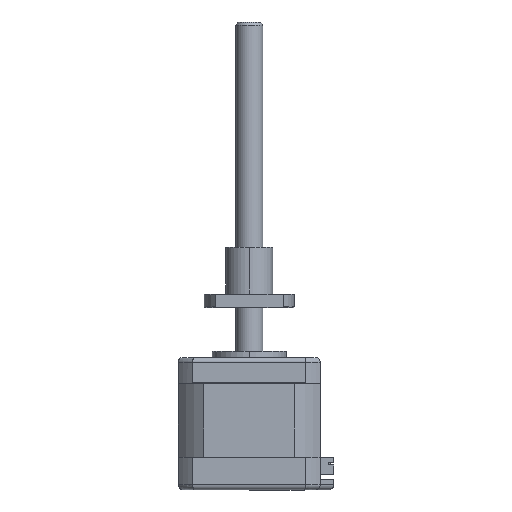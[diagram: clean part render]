
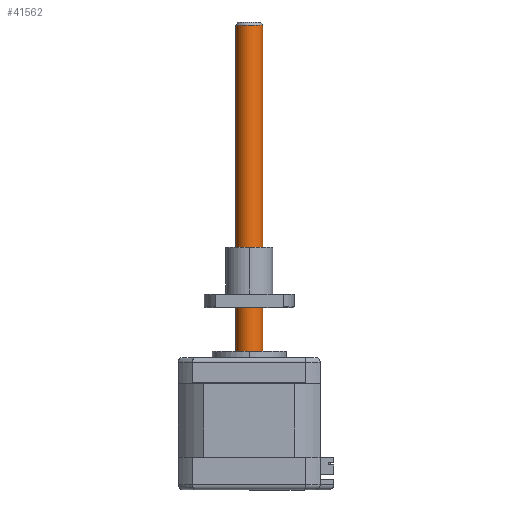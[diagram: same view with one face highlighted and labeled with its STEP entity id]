
A CAD part, top view. The second image highlights one B-rep face of the part: STEP entity #41562.
In plain terms, the highlighted cylindrical face has radius 4 mm (diameter 8 mm), a partial arc.
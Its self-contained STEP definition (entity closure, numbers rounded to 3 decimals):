
#2617 = VERTEX_POINT ( 'NONE', #18625 ) ;
#5855 = FACE_OUTER_BOUND ( 'NONE', #20166, .T. ) ;
#6996 = DIRECTION ( 'NONE',  ( 1., 0., 0. ) ) ;
#7275 = ORIENTED_EDGE ( 'NONE', *, *, #41991, .T. ) ;
#7327 = CARTESIAN_POINT ( 'NONE',  ( -4.709, 117.843, 16.638 ) ) ;
#7628 = DIRECTION ( 'NONE',  ( 0., -1., 0. ) ) ;
#9916 = VERTEX_POINT ( 'NONE', #15658 ) ;
#11312 = DIRECTION ( 'NONE',  ( 0., -1., 0. ) ) ;
#11392 = EDGE_CURVE ( 'NONE', #2617, #40833, #16051, .T. ) ;
#11665 = CARTESIAN_POINT ( 'NONE',  ( -0.709, 116.843, 16.638 ) ) ;
#13294 = DIRECTION ( 'NONE',  ( 0., -1., 0. ) ) ;
#13793 = AXIS2_PLACEMENT_3D ( 'NONE', #7327, #7628, #45762 ) ;
#14821 = DIRECTION ( 'NONE',  ( -1., 0., 0. ) ) ;
#14930 = VECTOR ( 'NONE', #13294, 1000. ) ;
#15658 = CARTESIAN_POINT ( 'NONE',  ( -0.709, 17.843, 16.638 ) ) ;
#16051 = LINE ( 'NONE', #34165, #14930 ) ;
#16323 = CYLINDRICAL_SURFACE ( 'NONE', #13793, 4. ) ;
#17797 = VECTOR ( 'NONE', #19881, 1000. ) ;
#18368 = AXIS2_PLACEMENT_3D ( 'NONE', #32456, #11312, #14821 ) ;
#18625 = CARTESIAN_POINT ( 'NONE',  ( -8.709, 116.843, 16.638 ) ) ;
#18875 = ORIENTED_EDGE ( 'NONE', *, *, #11392, .T. ) ;
#19363 = VERTEX_POINT ( 'NONE', #11665 ) ;
#19466 = CARTESIAN_POINT ( 'NONE',  ( -8.709, 17.843, 16.638 ) ) ;
#19881 = DIRECTION ( 'NONE',  ( 0., -1., 0. ) ) ;
#20166 = EDGE_LOOP ( 'NONE', ( #24045, #7275, #18875, #45170 ) ) ;
#22331 = LINE ( 'NONE', #37490, #17797 ) ;
#22910 = EDGE_CURVE ( 'NONE', #9916, #40833, #43516, .T. ) ;
#24015 = CARTESIAN_POINT ( 'NONE',  ( -4.709, 116.843, 16.638 ) ) ;
#24045 = ORIENTED_EDGE ( 'NONE', *, *, #29064, .F. ) ;
#27698 = DIRECTION ( 'NONE',  ( 0., -1., 0. ) ) ;
#29064 = EDGE_CURVE ( 'NONE', #19363, #9916, #22331, .T. ) ;
#32456 = CARTESIAN_POINT ( 'NONE',  ( -4.709, 17.843, 16.638 ) ) ;
#34165 = CARTESIAN_POINT ( 'NONE',  ( -8.709, 117.843, 16.638 ) ) ;
#37490 = CARTESIAN_POINT ( 'NONE',  ( -0.709, 117.843, 16.638 ) ) ;
#39821 = AXIS2_PLACEMENT_3D ( 'NONE', #24015, #27698, #6996 ) ;
#40833 = VERTEX_POINT ( 'NONE', #19466 ) ;
#41562 = ADVANCED_FACE ( 'NONE', ( #5855 ), #16323, .T. ) ;
#41648 = CIRCLE ( 'NONE', #39821, 4. ) ;
#41991 = EDGE_CURVE ( 'NONE', #19363, #2617, #41648, .T. ) ;
#43516 = CIRCLE ( 'NONE', #18368, 4. ) ;
#45170 = ORIENTED_EDGE ( 'NONE', *, *, #22910, .F. ) ;
#45762 = DIRECTION ( 'NONE',  ( -1., 0., 0. ) ) ;
